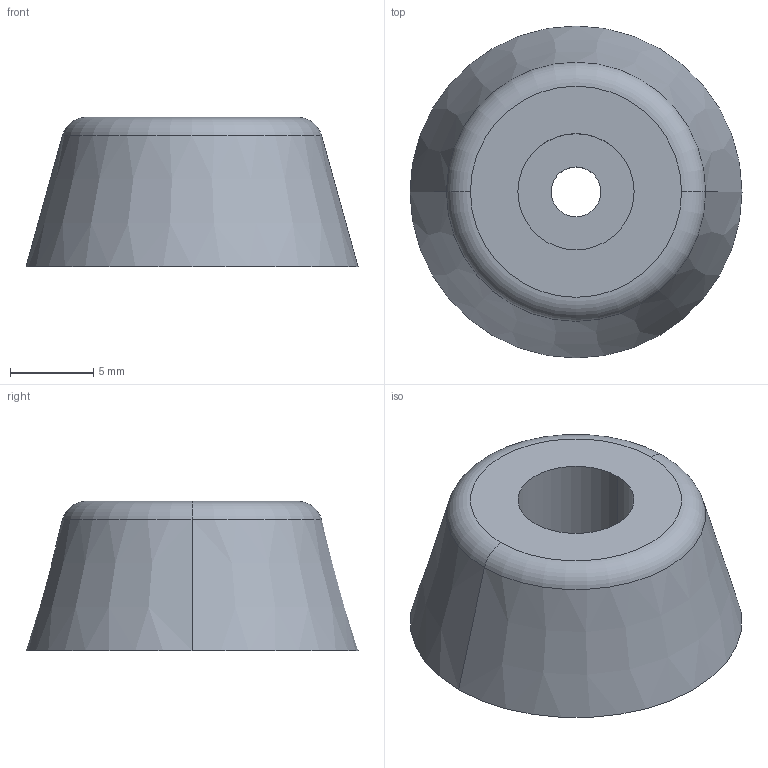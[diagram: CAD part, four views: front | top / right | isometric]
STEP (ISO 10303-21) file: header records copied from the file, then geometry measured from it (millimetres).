
FILE_DESCRIPTION (( 'STEP AP214' ), '1' );
FILE_NAME ('TM_SK_209.STEP', '2015-05-22T02:52:50', ( '' ), ( '' ), 'SwSTEP 2.0', 'SolidWorks 2015', '' );
FILE_SCHEMA (( 'AUTOMOTIVE_DESIGN' ));
Length unit declared in the file: millimetre
Products named in the file (3): washer; rubber foot; TM_SK_209
Assembly tree (2 placements, depth 2):
  TM_SK_209
    rubber foot
    washer
Bounding box: 20 x 20 x 9 mm (x, y, z)
Volume: 1947.4 mm3; surface area: 1313.4 mm2
Topology: 2 solids, 2 shells, 20 faces, 40 edges, 26 vertices
Faces by surface type: cylinder 10, plane 6, torus 2, cone 2
Entity records: 654 total; most frequent: DIRECTION 118, CARTESIAN_POINT 91, ORIENTED_EDGE 80, AXIS2_PLACEMENT_3D 53, EDGE_CURVE 40, CIRCLE 28, EDGE_LOOP 26, VERTEX_POINT 26
